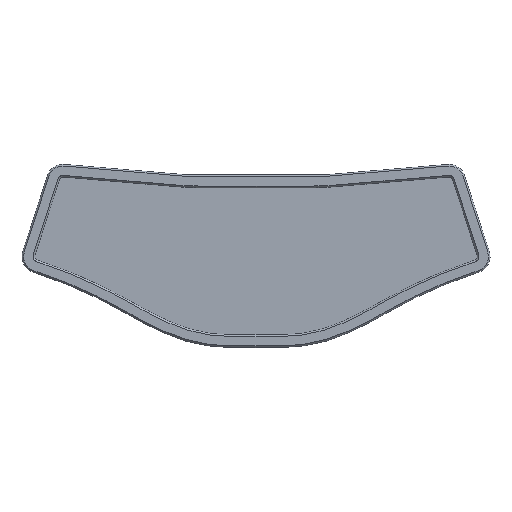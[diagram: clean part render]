
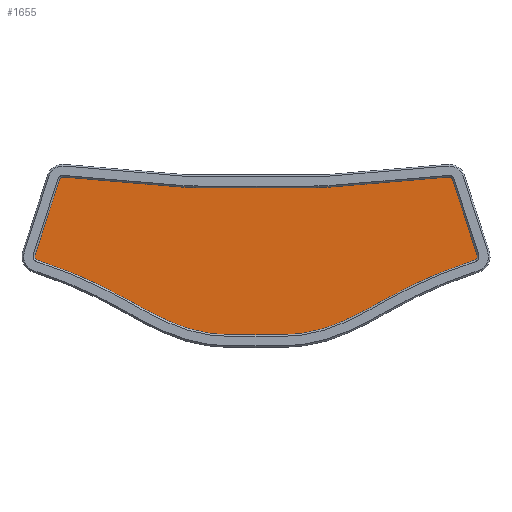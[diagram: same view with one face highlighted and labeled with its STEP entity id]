
A CAD part, top view. The second image highlights one B-rep face of the part: STEP entity #1655.
In plain terms, the highlighted planar face has unit normal (0, 0, 1).
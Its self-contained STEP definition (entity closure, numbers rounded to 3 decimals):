
#91=CIRCLE('',#1782,293.5);
#92=CIRCLE('',#1784,93.5);
#93=CIRCLE('',#1787,93.5);
#94=CIRCLE('',#1789,293.5);
#95=CIRCLE('',#1791,306.5);
#96=CIRCLE('',#1794,2.5);
#97=CIRCLE('',#1797,2.5);
#113=CIRCLE('',#1843,175.);
#114=CIRCLE('',#1844,2.5);
#115=CIRCLE('',#1845,2.5);
#116=CIRCLE('',#1846,306.5);
#117=CIRCLE('',#1847,175.);
#239=FACE_OUTER_BOUND('',#341,.T.);
#341=EDGE_LOOP('',(#1453,#1454,#1455,#1456,#1457,#1458,#1459,#1460,#1461,
#1462,#1463,#1464,#1465,#1466,#1467,#1468,#1469,#1470,#1471,#1472,#1473,
#1474));
#447=LINE('',#2674,#607);
#452=LINE('',#2690,#612);
#455=LINE('',#2698,#615);
#458=LINE('',#2706,#618);
#497=LINE('',#2819,#657);
#498=LINE('',#2821,#658);
#499=LINE('',#2825,#659);
#500=LINE('',#2829,#660);
#501=LINE('',#2832,#661);
#502=LINE('',#2835,#662);
#607=VECTOR('',#2166,10.);
#612=VECTOR('',#2185,10.);
#615=VECTOR('',#2194,10.);
#618=VECTOR('',#2203,10.);
#657=VECTOR('',#2332,10.);
#658=VECTOR('',#2333,10.);
#659=VECTOR('',#2336,10.);
#660=VECTOR('',#2339,10.);
#661=VECTOR('',#2342,10.);
#662=VECTOR('',#2345,10.);
#763=VERTEX_POINT('',#2662);
#764=VERTEX_POINT('',#2664);
#765=VERTEX_POINT('',#2668);
#766=VERTEX_POINT('',#2672);
#767=VERTEX_POINT('',#2676);
#768=VERTEX_POINT('',#2680);
#769=VERTEX_POINT('',#2684);
#770=VERTEX_POINT('',#2688);
#771=VERTEX_POINT('',#2692);
#772=VERTEX_POINT('',#2696);
#773=VERTEX_POINT('',#2700);
#774=VERTEX_POINT('',#2704);
#801=VERTEX_POINT('',#2815);
#802=VERTEX_POINT('',#2816);
#803=VERTEX_POINT('',#2818);
#804=VERTEX_POINT('',#2820);
#805=VERTEX_POINT('',#2822);
#806=VERTEX_POINT('',#2824);
#807=VERTEX_POINT('',#2826);
#808=VERTEX_POINT('',#2828);
#809=VERTEX_POINT('',#2831);
#810=VERTEX_POINT('',#2833);
#951=EDGE_CURVE('',#763,#764,#91,.T.);
#954=EDGE_CURVE('',#765,#763,#92,.T.);
#956=EDGE_CURVE('',#766,#765,#447,.T.);
#958=EDGE_CURVE('',#766,#767,#93,.T.);
#960=EDGE_CURVE('',#767,#768,#94,.T.);
#962=EDGE_CURVE('',#768,#769,#95,.T.);
#964=EDGE_CURVE('',#769,#770,#452,.T.);
#966=EDGE_CURVE('',#770,#771,#96,.T.);
#968=EDGE_CURVE('',#771,#772,#455,.T.);
#970=EDGE_CURVE('',#772,#773,#97,.T.);
#972=EDGE_CURVE('',#773,#774,#458,.T.);
#1026=EDGE_CURVE('',#801,#802,#113,.T.);
#1027=EDGE_CURVE('',#803,#801,#497,.T.);
#1028=EDGE_CURVE('',#804,#803,#498,.T.);
#1029=EDGE_CURVE('',#805,#804,#114,.T.);
#1030=EDGE_CURVE('',#806,#805,#499,.T.);
#1031=EDGE_CURVE('',#807,#806,#115,.T.);
#1032=EDGE_CURVE('',#808,#807,#500,.T.);
#1033=EDGE_CURVE('',#764,#808,#116,.T.);
#1034=EDGE_CURVE('',#774,#809,#501,.T.);
#1035=EDGE_CURVE('',#809,#810,#117,.T.);
#1036=EDGE_CURVE('',#802,#810,#502,.T.);
#1453=ORIENTED_EDGE('',*,*,#1026,.F.);
#1454=ORIENTED_EDGE('',*,*,#1027,.F.);
#1455=ORIENTED_EDGE('',*,*,#1028,.F.);
#1456=ORIENTED_EDGE('',*,*,#1029,.F.);
#1457=ORIENTED_EDGE('',*,*,#1030,.F.);
#1458=ORIENTED_EDGE('',*,*,#1031,.F.);
#1459=ORIENTED_EDGE('',*,*,#1032,.F.);
#1460=ORIENTED_EDGE('',*,*,#1033,.F.);
#1461=ORIENTED_EDGE('',*,*,#951,.F.);
#1462=ORIENTED_EDGE('',*,*,#954,.F.);
#1463=ORIENTED_EDGE('',*,*,#956,.F.);
#1464=ORIENTED_EDGE('',*,*,#958,.T.);
#1465=ORIENTED_EDGE('',*,*,#960,.T.);
#1466=ORIENTED_EDGE('',*,*,#962,.T.);
#1467=ORIENTED_EDGE('',*,*,#964,.T.);
#1468=ORIENTED_EDGE('',*,*,#966,.T.);
#1469=ORIENTED_EDGE('',*,*,#968,.T.);
#1470=ORIENTED_EDGE('',*,*,#970,.T.);
#1471=ORIENTED_EDGE('',*,*,#972,.T.);
#1472=ORIENTED_EDGE('',*,*,#1034,.T.);
#1473=ORIENTED_EDGE('',*,*,#1035,.T.);
#1474=ORIENTED_EDGE('',*,*,#1036,.F.);
#1559=PLANE('',#1842);
#1655=ADVANCED_FACE('',(#239),#1559,.T.);
#1782=AXIS2_PLACEMENT_3D('',#2665,#2155,#2156);
#1784=AXIS2_PLACEMENT_3D('',#2670,#2161,#2162);
#1787=AXIS2_PLACEMENT_3D('',#2678,#2170,#2171);
#1789=AXIS2_PLACEMENT_3D('',#2682,#2175,#2176);
#1791=AXIS2_PLACEMENT_3D('',#2686,#2180,#2181);
#1794=AXIS2_PLACEMENT_3D('',#2694,#2189,#2190);
#1797=AXIS2_PLACEMENT_3D('',#2702,#2198,#2199);
#1842=AXIS2_PLACEMENT_3D('',#2814,#2328,#2329);
#1843=AXIS2_PLACEMENT_3D('',#2817,#2330,#2331);
#1844=AXIS2_PLACEMENT_3D('',#2823,#2334,#2335);
#1845=AXIS2_PLACEMENT_3D('',#2827,#2337,#2338);
#1846=AXIS2_PLACEMENT_3D('',#2830,#2340,#2341);
#1847=AXIS2_PLACEMENT_3D('',#2834,#2343,#2344);
#2155=DIRECTION('center_axis',(0.,0.,-1.));
#2156=DIRECTION('ref_axis',(-0.499,-0.867,0.));
#2161=DIRECTION('center_axis',(0.,0.,-1.));
#2162=DIRECTION('ref_axis',(-0.416,-0.909,0.));
#2166=DIRECTION('',(-1.,0.,0.));
#2170=DIRECTION('center_axis',(0.,0.,1.));
#2171=DIRECTION('ref_axis',(0.416,-0.909,0.));
#2175=DIRECTION('center_axis',(0.,0.,1.));
#2176=DIRECTION('ref_axis',(0.499,-0.867,0.));
#2180=DIRECTION('center_axis',(0.,0.,-1.));
#2181=DIRECTION('ref_axis',(-0.499,0.867,0.));
#2185=DIRECTION('',(0.951,0.309,0.));
#2189=DIRECTION('center_axis',(0.,0.,1.));
#2190=DIRECTION('ref_axis',(0.951,0.309,0.));
#2194=DIRECTION('',(-0.309,0.951,0.));
#2198=DIRECTION('center_axis',(0.,0.,1.));
#2199=DIRECTION('ref_axis',(-0.085,0.996,0.));
#2203=DIRECTION('',(-0.996,-0.085,0.));
#2328=DIRECTION('center_axis',(0.,0.,1.));
#2329=DIRECTION('ref_axis',(-1.,0.,0.));
#2330=DIRECTION('center_axis',(0.,0.,1.));
#2331=DIRECTION('ref_axis',(-0.085,-0.996,0.));
#2332=DIRECTION('',(0.996,-0.085,0.));
#2333=DIRECTION('',(0.996,-0.085,0.));
#2334=DIRECTION('center_axis',(0.,0.,-1.));
#2335=DIRECTION('ref_axis',(0.085,0.996,0.));
#2336=DIRECTION('',(0.309,0.951,0.));
#2337=DIRECTION('center_axis',(0.,0.,-1.));
#2338=DIRECTION('ref_axis',(-0.951,0.309,0.));
#2339=DIRECTION('',(-0.951,0.309,0.));
#2340=DIRECTION('center_axis',(0.,0.,1.));
#2341=DIRECTION('ref_axis',(0.499,0.867,0.));
#2342=DIRECTION('',(-0.996,-0.085,0.));
#2343=DIRECTION('center_axis',(0.,0.,-1.));
#2344=DIRECTION('ref_axis',(0.085,-0.996,0.));
#2345=DIRECTION('',(1.,0.,0.));
#2662=CARTESIAN_POINT('',(-54.86,-39.175,-5.6));
#2664=CARTESIAN_POINT('',(-79.218,-26.621,-5.6));
#2665=CARTESIAN_POINT('Origin',(67.279,227.704,-5.6));
#2668=CARTESIAN_POINT('',(-15.95,-47.656,-5.6));
#2670=CARTESIAN_POINT('Origin',(-15.95,45.844,-5.6));
#2672=CARTESIAN_POINT('',(15.95,-47.656,-5.6));
#2674=CARTESIAN_POINT('',(15.95,-47.656,-5.6));
#2676=CARTESIAN_POINT('',(54.86,-39.175,-5.6));
#2678=CARTESIAN_POINT('Origin',(15.95,45.844,-5.6));
#2680=CARTESIAN_POINT('',(79.218,-26.621,-5.6));
#2682=CARTESIAN_POINT('Origin',(-67.279,227.704,-5.6));
#2684=CARTESIAN_POINT('',(137.492,-0.71,-5.6));
#2686=CARTESIAN_POINT('Origin',(232.203,-292.21,-5.6));
#2688=CARTESIAN_POINT('',(138.819,-0.279,-5.6));
#2690=CARTESIAN_POINT('',(137.492,-0.71,-5.6));
#2692=CARTESIAN_POINT('',(140.424,2.871,-5.6));
#2694=CARTESIAN_POINT('Origin',(138.046,2.098,-5.6));
#2696=CARTESIAN_POINT('',(124.828,50.875,-5.6));
#2698=CARTESIAN_POINT('',(140.424,2.871,-5.6));
#2700=CARTESIAN_POINT('',(122.238,52.593,-5.6));
#2702=CARTESIAN_POINT('Origin',(122.45,50.102,-5.6));
#2704=CARTESIAN_POINT('',(59.604,47.261,-5.6));
#2706=CARTESIAN_POINT('',(122.238,52.593,-5.6));
#2814=CARTESIAN_POINT('Origin',(-12.,2.473,-5.6));
#2815=CARTESIAN_POINT('',(-50.662,46.5,-5.6));
#2816=CARTESIAN_POINT('',(-35.818,45.869,-5.6));
#2817=CARTESIAN_POINT('Origin',(-35.818,220.869,-5.6));
#2818=CARTESIAN_POINT('',(-59.604,47.261,-5.6));
#2819=CARTESIAN_POINT('',(-59.604,47.261,-5.6));
#2820=CARTESIAN_POINT('',(-122.238,52.593,-5.6));
#2821=CARTESIAN_POINT('',(-122.238,52.593,-5.6));
#2822=CARTESIAN_POINT('',(-124.828,50.875,-5.6));
#2823=CARTESIAN_POINT('Origin',(-122.45,50.102,-5.6));
#2824=CARTESIAN_POINT('',(-140.424,2.871,-5.6));
#2825=CARTESIAN_POINT('',(-140.424,2.871,-5.6));
#2826=CARTESIAN_POINT('',(-138.819,-0.279,-5.6));
#2827=CARTESIAN_POINT('Origin',(-138.046,2.098,-5.6));
#2828=CARTESIAN_POINT('',(-137.492,-0.71,-5.6));
#2829=CARTESIAN_POINT('',(-137.492,-0.71,-5.6));
#2830=CARTESIAN_POINT('Origin',(-232.203,-292.21,-5.6));
#2831=CARTESIAN_POINT('',(50.662,46.5,-5.6));
#2832=CARTESIAN_POINT('',(59.604,47.261,-5.6));
#2833=CARTESIAN_POINT('',(35.818,45.869,-5.6));
#2834=CARTESIAN_POINT('Origin',(35.818,220.869,-5.6));
#2835=CARTESIAN_POINT('',(23.909,45.869,-5.6));
